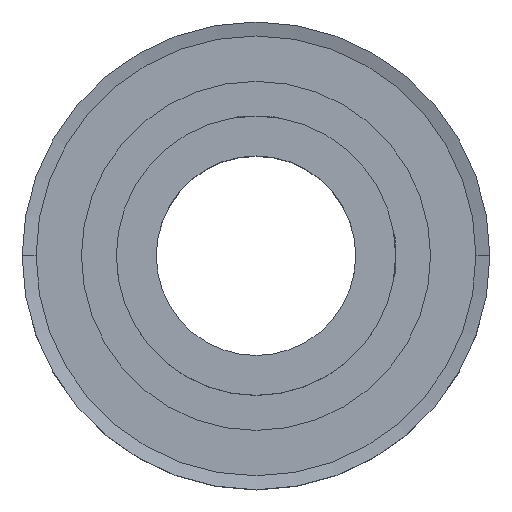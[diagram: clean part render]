
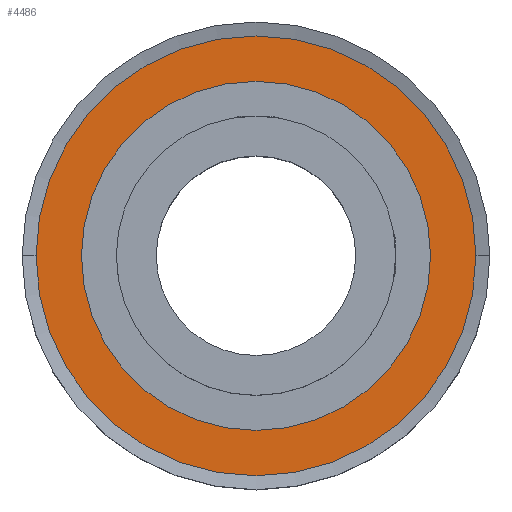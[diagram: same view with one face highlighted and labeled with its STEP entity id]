
A CAD part, top view. The second image highlights one B-rep face of the part: STEP entity #4486.
In plain terms, the highlighted planar face has unit normal (0, 0, 1).
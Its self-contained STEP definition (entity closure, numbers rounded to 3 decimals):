
#319 = EDGE_LOOP ( 'NONE', ( #1587, #7877 ) ) ;
#565 = EDGE_CURVE ( 'NONE', #7757, #1101, #9222, .T. ) ;
#614 = AXIS2_PLACEMENT_3D ( 'NONE', #3049, #4346, #2899 ) ;
#839 = DIRECTION ( 'NONE',  ( 0., 0., 1. ) ) ;
#1015 = EDGE_CURVE ( 'NONE', #1101, #7757, #5169, .T. ) ;
#1101 = VERTEX_POINT ( 'NONE', #1604 ) ;
#1389 = CIRCLE ( 'NONE', #5403, 31.5 ) ;
#1466 = DIRECTION ( 'NONE',  ( 1., 0., 0. ) ) ;
#1587 = ORIENTED_EDGE ( 'NONE', *, *, #3961, .T. ) ;
#1604 = CARTESIAN_POINT ( 'NONE',  ( -25., 0., 21.1 ) ) ;
#2195 = VERTEX_POINT ( 'NONE', #8377 ) ;
#2349 = DIRECTION ( 'NONE',  ( 1., 0., 0. ) ) ;
#2501 = FACE_OUTER_BOUND ( 'NONE', #319, .T. ) ;
#2548 = DIRECTION ( 'NONE',  ( 1., 0., 0. ) ) ;
#2899 = DIRECTION ( 'NONE',  ( 1., 0., 0. ) ) ;
#3049 = CARTESIAN_POINT ( 'NONE',  ( 0., 0., 21.1 ) ) ;
#3163 = AXIS2_PLACEMENT_3D ( 'NONE', #4454, #8952, #1466 ) ;
#3854 = ORIENTED_EDGE ( 'NONE', *, *, #1015, .F. ) ;
#3928 = FACE_BOUND ( 'NONE', #8510, .T. ) ;
#3961 = EDGE_CURVE ( 'NONE', #4941, #2195, #7415, .T. ) ;
#4346 = DIRECTION ( 'NONE',  ( 0., 0., 1. ) ) ;
#4395 = CARTESIAN_POINT ( 'NONE',  ( 0., 0., 21.1 ) ) ;
#4454 = CARTESIAN_POINT ( 'NONE',  ( 0., 0., 21.1 ) ) ;
#4486 = ADVANCED_FACE ( 'NONE', ( #2501, #3928 ), #6890, .T. ) ;
#4862 = EDGE_CURVE ( 'NONE', #2195, #4941, #1389, .T. ) ;
#4941 = VERTEX_POINT ( 'NONE', #9503 ) ;
#5079 = DIRECTION ( 'NONE',  ( 0., 0., 1. ) ) ;
#5082 = AXIS2_PLACEMENT_3D ( 'NONE', #7319, #839, #2349 ) ;
#5169 = CIRCLE ( 'NONE', #3163, 25. ) ;
#5403 = AXIS2_PLACEMENT_3D ( 'NONE', #4395, #5079, #8749 ) ;
#5438 = CARTESIAN_POINT ( 'NONE',  ( 0., 0., 21.1 ) ) ;
#6890 = PLANE ( 'NONE',  #7409 ) ;
#6931 = DIRECTION ( 'NONE',  ( 0., 0., 1. ) ) ;
#7319 = CARTESIAN_POINT ( 'NONE',  ( 0., 0., 21.1 ) ) ;
#7409 = AXIS2_PLACEMENT_3D ( 'NONE', #5438, #6931, #2548 ) ;
#7415 = CIRCLE ( 'NONE', #614, 31.5 ) ;
#7757 = VERTEX_POINT ( 'NONE', #8356 ) ;
#7877 = ORIENTED_EDGE ( 'NONE', *, *, #4862, .T. ) ;
#8356 = CARTESIAN_POINT ( 'NONE',  ( 25., 0., 21.1 ) ) ;
#8377 = CARTESIAN_POINT ( 'NONE',  ( -31.5, 0., 21.1 ) ) ;
#8510 = EDGE_LOOP ( 'NONE', ( #8795, #3854 ) ) ;
#8749 = DIRECTION ( 'NONE',  ( 1., 0., 0. ) ) ;
#8795 = ORIENTED_EDGE ( 'NONE', *, *, #565, .F. ) ;
#8952 = DIRECTION ( 'NONE',  ( 0., 0., 1. ) ) ;
#9222 = CIRCLE ( 'NONE', #5082, 25. ) ;
#9503 = CARTESIAN_POINT ( 'NONE',  ( 31.5, 0., 21.1 ) ) ;
